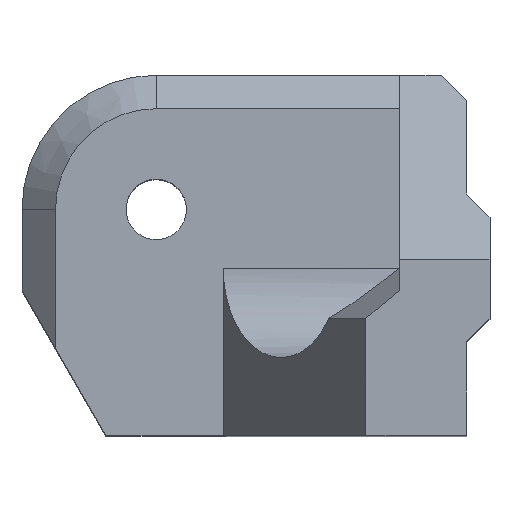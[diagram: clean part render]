
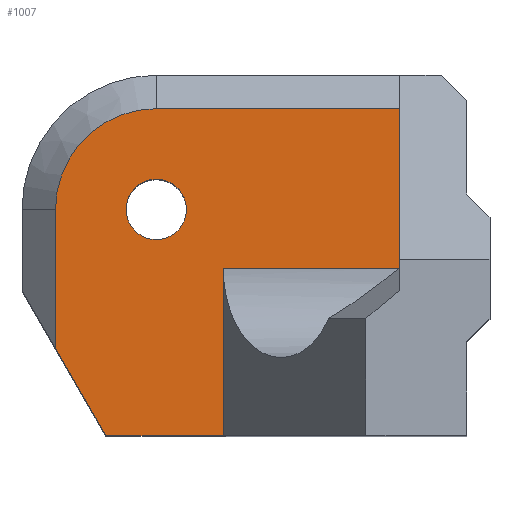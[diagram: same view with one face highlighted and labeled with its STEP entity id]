
A CAD part, top view. The second image highlights one B-rep face of the part: STEP entity #1007.
In plain terms, the highlighted planar face has unit normal (0, 0, 1).
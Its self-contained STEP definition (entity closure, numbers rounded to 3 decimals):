
#28=FACE_BOUND('',#119,.T.);
#41=CIRCLE('',#1062,6.);
#43=CIRCLE('',#1066,1.8);
#64=FACE_OUTER_BOUND('',#118,.T.);
#118=EDGE_LOOP('',(#683,#684,#685,#686,#687,#688,#689,#690));
#119=EDGE_LOOP('',(#691));
#185=LINE('',#1422,#308);
#188=LINE('',#1433,#311);
#190=LINE('',#1437,#313);
#191=LINE('',#1439,#314);
#192=LINE('',#1441,#315);
#193=LINE('',#1443,#316);
#194=LINE('',#1444,#317);
#308=VECTOR('',#1143,10.);
#311=VECTOR('',#1154,10.);
#313=VECTOR('',#1158,10.);
#314=VECTOR('',#1159,10.);
#315=VECTOR('',#1160,10.);
#316=VECTOR('',#1161,10.);
#317=VECTOR('',#1162,10.);
#428=VERTEX_POINT('',#1415);
#431=VERTEX_POINT('',#1420);
#433=VERTEX_POINT('',#1425);
#435=VERTEX_POINT('',#1431);
#436=VERTEX_POINT('',#1436);
#437=VERTEX_POINT('',#1438);
#438=VERTEX_POINT('',#1440);
#439=VERTEX_POINT('',#1442);
#440=VERTEX_POINT('',#1445);
#529=EDGE_CURVE('',#431,#428,#185,.T.);
#531=EDGE_CURVE('',#433,#431,#41,.T.);
#534=EDGE_CURVE('',#435,#433,#188,.T.);
#536=EDGE_CURVE('',#435,#436,#190,.T.);
#537=EDGE_CURVE('',#436,#437,#191,.T.);
#538=EDGE_CURVE('',#437,#438,#192,.T.);
#539=EDGE_CURVE('',#439,#438,#193,.T.);
#540=EDGE_CURVE('',#439,#428,#194,.T.);
#541=EDGE_CURVE('',#440,#440,#43,.T.);
#683=ORIENTED_EDGE('',*,*,#529,.F.);
#684=ORIENTED_EDGE('',*,*,#531,.F.);
#685=ORIENTED_EDGE('',*,*,#534,.F.);
#686=ORIENTED_EDGE('',*,*,#536,.T.);
#687=ORIENTED_EDGE('',*,*,#537,.T.);
#688=ORIENTED_EDGE('',*,*,#538,.T.);
#689=ORIENTED_EDGE('',*,*,#539,.F.);
#690=ORIENTED_EDGE('',*,*,#540,.T.);
#691=ORIENTED_EDGE('',*,*,#541,.T.);
#963=PLANE('',#1065);
#1007=ADVANCED_FACE('',(#64,#28),#963,.T.);
#1062=AXIS2_PLACEMENT_3D('',#1427,#1147,#1148);
#1065=AXIS2_PLACEMENT_3D('',#1435,#1156,#1157);
#1066=AXIS2_PLACEMENT_3D('',#1446,#1163,#1164);
#1143=DIRECTION('',(1.,0.,0.));
#1147=DIRECTION('center_axis',(0.,0.,-1.));
#1148=DIRECTION('ref_axis',(0.,1.,0.));
#1154=DIRECTION('',(0.,1.,0.));
#1156=DIRECTION('center_axis',(0.,0.,1.));
#1157=DIRECTION('ref_axis',(1.,0.,0.));
#1158=DIRECTION('',(0.5,-0.866,0.));
#1159=DIRECTION('',(1.,0.,0.));
#1160=DIRECTION('',(0.,1.,0.));
#1161=DIRECTION('',(-1.,0.,0.));
#1162=DIRECTION('',(0.,1.,0.));
#1163=DIRECTION('center_axis',(0.,0.,-1.));
#1164=DIRECTION('ref_axis',(1.,0.,0.));
#1415=CARTESIAN_POINT('',(14.5,6.,23.));
#1420=CARTESIAN_POINT('',(0.,6.,23.));
#1422=CARTESIAN_POINT('',(7.375,6.,23.));
#1425=CARTESIAN_POINT('',(-6.,0.,23.));
#1427=CARTESIAN_POINT('Origin',(0.,0.,23.));
#1431=CARTESIAN_POINT('',(-6.,-8.304,23.));
#1433=CARTESIAN_POINT('',(-6.,-1.375,23.));
#1435=CARTESIAN_POINT('Origin',(2.25,-2.75,23.));
#1436=CARTESIAN_POINT('',(-3.,-13.5,23.));
#1437=CARTESIAN_POINT('',(-8.,-4.84,23.));
#1438=CARTESIAN_POINT('',(4.,-13.5,23.));
#1439=CARTESIAN_POINT('',(-8.,-13.5,23.));
#1440=CARTESIAN_POINT('',(4.,-3.5,23.));
#1441=CARTESIAN_POINT('',(4.,-8.125,23.));
#1442=CARTESIAN_POINT('',(14.5,-3.5,23.));
#1443=CARTESIAN_POINT('',(18.5,-3.5,23.));
#1444=CARTESIAN_POINT('',(14.5,-1.588,23.));
#1445=CARTESIAN_POINT('',(-1.8,0.,23.));
#1446=CARTESIAN_POINT('Origin',(0.,0.,23.));
